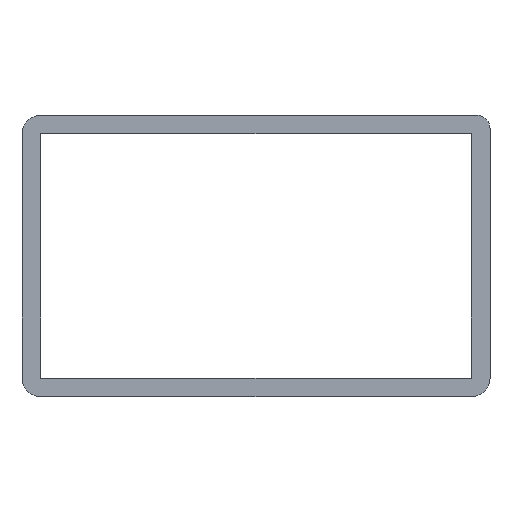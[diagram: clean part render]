
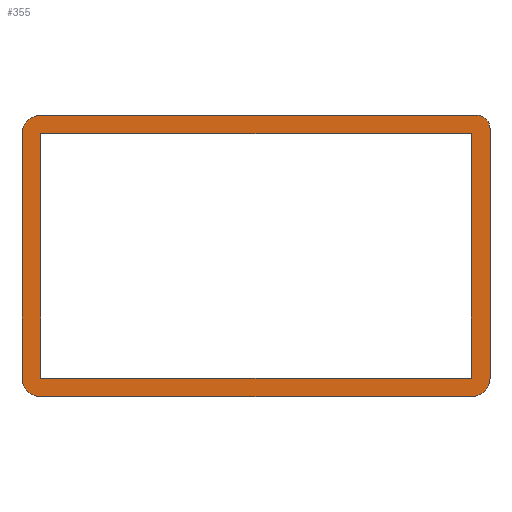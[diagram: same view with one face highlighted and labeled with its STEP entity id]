
A CAD part, top view. The second image highlights one B-rep face of the part: STEP entity #355.
In plain terms, the highlighted planar face has unit normal (0, 0, 1).
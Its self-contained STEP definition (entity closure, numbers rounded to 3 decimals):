
#4 = CIRCLE ( 'NONE', #276, 3. ) ;
#6 = DIRECTION ( 'NONE',  ( 1., 0., 0. ) ) ;
#11 = DIRECTION ( 'NONE',  ( 0., 0., 1. ) ) ;
#12 = CARTESIAN_POINT ( 'NONE',  ( -76.3, -17.902, 0. ) ) ;
#20 = EDGE_LOOP ( 'NONE', ( #192, #295, #287, #190, #241, #157, #71, #289 ) ) ;
#26 = CARTESIAN_POINT ( 'NONE',  ( -73.3, -57.013, 0. ) ) ;
#34 = DIRECTION ( 'NONE',  ( 1., 0., 0. ) ) ;
#35 = VECTOR ( 'NONE', #36, 1000. ) ;
#36 = DIRECTION ( 'NONE',  ( 1., 0., 0. ) ) ;
#38 = VERTEX_POINT ( 'NONE', #106 ) ;
#40 = EDGE_CURVE ( 'NONE', #405, #328, #105, .T. ) ;
#42 = DIRECTION ( 'NONE',  ( 0., -1., 0. ) ) ;
#47 = EDGE_CURVE ( 'NONE', #38, #160, #4, .T. ) ;
#48 = LINE ( 'NONE', #331, #52 ) ;
#50 = DIRECTION ( 'NONE',  ( 0., 0., 1. ) ) ;
#52 = VECTOR ( 'NONE', #369, 1000. ) ;
#55 = CARTESIAN_POINT ( 'NONE',  ( -4.298, -17.902, 0. ) ) ;
#57 = CARTESIAN_POINT ( 'NONE',  ( -4.298, -57.013, 0. ) ) ;
#58 = VERTEX_POINT ( 'NONE', #76 ) ;
#60 = DIRECTION ( 'NONE',  ( -1., 0., 0. ) ) ;
#62 = EDGE_CURVE ( 'NONE', #150, #354, #257, .T. ) ;
#68 = EDGE_CURVE ( 'NONE', #354, #86, #463, .T. ) ;
#70 = CARTESIAN_POINT ( 'NONE',  ( -73.3, -60.013, 0. ) ) ;
#71 = ORIENTED_EDGE ( 'NONE', *, *, #62, .T. ) ;
#76 = CARTESIAN_POINT ( 'NONE',  ( -1.298, -57.013, 0. ) ) ;
#82 = DIRECTION ( 'NONE',  ( 1., 0., 0. ) ) ;
#83 = ORIENTED_EDGE ( 'NONE', *, *, #312, .F. ) ;
#86 = VERTEX_POINT ( 'NONE', #360 ) ;
#89 = VERTEX_POINT ( 'NONE', #212 ) ;
#93 = EDGE_CURVE ( 'NONE', #89, #38, #250, .T. ) ;
#105 = LINE ( 'NONE', #283, #35 ) ;
#106 = CARTESIAN_POINT ( 'NONE',  ( -73.3, -14.902, 0. ) ) ;
#108 = DIRECTION ( 'NONE',  ( 1., 0., 0. ) ) ;
#111 = AXIS2_PLACEMENT_3D ( 'NONE', #57, #199, #304 ) ;
#112 = LINE ( 'NONE', #254, #238 ) ;
#114 = DIRECTION ( 'NONE',  ( 0., -1., 0. ) ) ;
#140 = CARTESIAN_POINT ( 'NONE',  ( -76.3, -57.013, 0. ) ) ;
#141 = DIRECTION ( 'NONE',  ( -1., 0., 0. ) ) ;
#150 = VERTEX_POINT ( 'NONE', #140 ) ;
#157 = ORIENTED_EDGE ( 'NONE', *, *, #265, .T. ) ;
#158 = DIRECTION ( 'NONE',  ( 1., 0., 0. ) ) ;
#160 = VERTEX_POINT ( 'NONE', #281 ) ;
#168 = AXIS2_PLACEMENT_3D ( 'NONE', #334, #11, #158 ) ;
#170 = CARTESIAN_POINT ( 'NONE',  ( -1.298, -57.013, 0. ) ) ;
#190 = ORIENTED_EDGE ( 'NONE', *, *, #93, .T. ) ;
#192 = ORIENTED_EDGE ( 'NONE', *, *, #233, .T. ) ;
#199 = DIRECTION ( 'NONE',  ( 0., 0., 1. ) ) ;
#201 = AXIS2_PLACEMENT_3D ( 'NONE', #248, #394, #6 ) ;
#212 = CARTESIAN_POINT ( 'NONE',  ( -3.42, -14.902, 0. ) ) ;
#233 = EDGE_CURVE ( 'NONE', #86, #58, #398, .T. ) ;
#234 = FACE_OUTER_BOUND ( 'NONE', #20, .T. ) ;
#238 = VECTOR ( 'NONE', #42, 1000. ) ;
#241 = ORIENTED_EDGE ( 'NONE', *, *, #47, .T. ) ;
#243 = VERTEX_POINT ( 'NONE', #302 ) ;
#248 = CARTESIAN_POINT ( 'NONE',  ( -73.3, -57.013, 0. ) ) ;
#250 = LINE ( 'NONE', #290, #357 ) ;
#254 = CARTESIAN_POINT ( 'NONE',  ( -73.3, -17.902, 0. ) ) ;
#257 = CIRCLE ( 'NONE', #201, 3. ) ;
#262 = ORIENTED_EDGE ( 'NONE', *, *, #40, .F. ) ;
#265 = EDGE_CURVE ( 'NONE', #160, #150, #402, .T. ) ;
#269 = CARTESIAN_POINT ( 'NONE',  ( -73.3, -60.013, 0. ) ) ;
#274 = LINE ( 'NONE', #170, #333 ) ;
#276 = AXIS2_PLACEMENT_3D ( 'NONE', #425, #392, #34 ) ;
#281 = CARTESIAN_POINT ( 'NONE',  ( -76.3, -17.902, 0. ) ) ;
#283 = CARTESIAN_POINT ( 'NONE',  ( -73.3, -57.013, 0. ) ) ;
#284 = VECTOR ( 'NONE', #114, 1000. ) ;
#287 = ORIENTED_EDGE ( 'NONE', *, *, #293, .T. ) ;
#289 = ORIENTED_EDGE ( 'NONE', *, *, #68, .T. ) ;
#290 = CARTESIAN_POINT ( 'NONE',  ( -3.42, -14.902, 0. ) ) ;
#293 = EDGE_CURVE ( 'NONE', #415, #89, #403, .T. ) ;
#295 = ORIENTED_EDGE ( 'NONE', *, *, #407, .T. ) ;
#302 = CARTESIAN_POINT ( 'NONE',  ( -4.298, -17.902, 0. ) ) ;
#304 = DIRECTION ( 'NONE',  ( 1., 0., 0. ) ) ;
#306 = FACE_BOUND ( 'NONE', #376, .T. ) ;
#311 = VERTEX_POINT ( 'NONE', #373 ) ;
#312 = EDGE_CURVE ( 'NONE', #328, #243, #48, .T. ) ;
#315 = CARTESIAN_POINT ( 'NONE',  ( -1.298, -17.023, 0. ) ) ;
#318 = VECTOR ( 'NONE', #60, 1000. ) ;
#320 = EDGE_CURVE ( 'NONE', #311, #405, #112, .T. ) ;
#328 = VERTEX_POINT ( 'NONE', #372 ) ;
#331 = CARTESIAN_POINT ( 'NONE',  ( -4.298, -57.013, 0. ) ) ;
#332 = VECTOR ( 'NONE', #108, 1000. ) ;
#333 = VECTOR ( 'NONE', #457, 1000. ) ;
#334 = CARTESIAN_POINT ( 'NONE',  ( -4.298, -57.013, 0. ) ) ;
#349 = ORIENTED_EDGE ( 'NONE', *, *, #397, .F. ) ;
#351 = LINE ( 'NONE', #55, #318 ) ;
#354 = VERTEX_POINT ( 'NONE', #269 ) ;
#355 = ADVANCED_FACE ( 'NONE', ( #306, #234 ), #383, .T. ) ;
#357 = VECTOR ( 'NONE', #141, 1000. ) ;
#360 = CARTESIAN_POINT ( 'NONE',  ( -4.298, -60.013, 0. ) ) ;
#369 = DIRECTION ( 'NONE',  ( 0., 1., 0. ) ) ;
#372 = CARTESIAN_POINT ( 'NONE',  ( -4.298, -57.013, 0. ) ) ;
#373 = CARTESIAN_POINT ( 'NONE',  ( -73.3, -17.902, 0. ) ) ;
#376 = EDGE_LOOP ( 'NONE', ( #262, #456, #349, #83 ) ) ;
#383 = PLANE ( 'NONE',  #111 ) ;
#392 = DIRECTION ( 'NONE',  ( 0., 0., 1. ) ) ;
#394 = DIRECTION ( 'NONE',  ( 0., 0., 1. ) ) ;
#397 = EDGE_CURVE ( 'NONE', #243, #311, #351, .T. ) ;
#398 = CIRCLE ( 'NONE', #168, 3. ) ;
#402 = LINE ( 'NONE', #12, #284 ) ;
#403 = CIRCLE ( 'NONE', #436, 2.121 ) ;
#404 = CARTESIAN_POINT ( 'NONE',  ( -3.42, -17.023, 0. ) ) ;
#405 = VERTEX_POINT ( 'NONE', #26 ) ;
#407 = EDGE_CURVE ( 'NONE', #58, #415, #274, .T. ) ;
#415 = VERTEX_POINT ( 'NONE', #315 ) ;
#425 = CARTESIAN_POINT ( 'NONE',  ( -73.3, -17.902, 0. ) ) ;
#436 = AXIS2_PLACEMENT_3D ( 'NONE', #404, #50, #82 ) ;
#456 = ORIENTED_EDGE ( 'NONE', *, *, #320, .F. ) ;
#457 = DIRECTION ( 'NONE',  ( 0., 1., 0. ) ) ;
#463 = LINE ( 'NONE', #70, #332 ) ;
